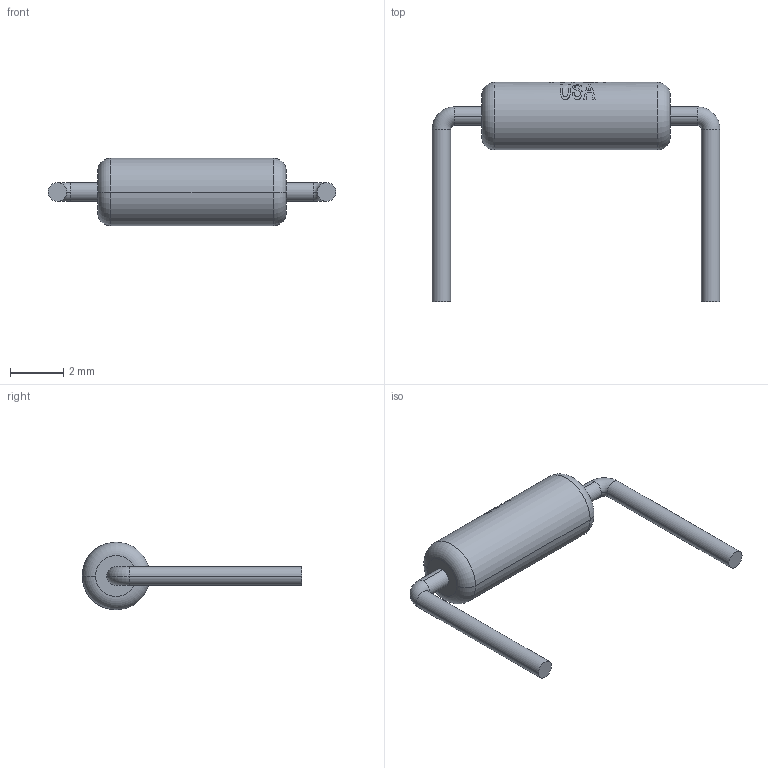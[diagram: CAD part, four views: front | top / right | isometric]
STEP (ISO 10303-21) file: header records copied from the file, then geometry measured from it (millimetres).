
FILE_DESCRIPTION (( 'STEP AP214' ), '1' );
FILE_NAME ('RAµç×è1.4W97.6K.STEP', '2012-09-18T12:46:18', ( '' ), ( '' ), 'SwSTEP 2.0', 'SolidWorks 2012', '' );
FILE_SCHEMA (( 'AUTOMOTIVE_DESIGN' ));
Length unit declared in the file: millimetre
Products named in the file (1): RA萇郯1.4W97.6K
Bounding box: 10.86 x 8.28 x 2.55 mm (x, y, z)
Volume: 41.9 mm3; surface area: 100.1 mm2
Topology: 1 solids, 1 shells, 43 faces, 179 edges, 156 vertices
Faces by surface type: cylinder 31, torus 8, plane 4
Entity records: 2671 total; most frequent: CARTESIAN_POINT 860, ORIENTED_EDGE 358, DIRECTION 251, EDGE_CURVE 179, VERTEX_POINT 156, AXIS2_PLACEMENT_3D 100, EDGE_LOOP 61, CIRCLE 56
